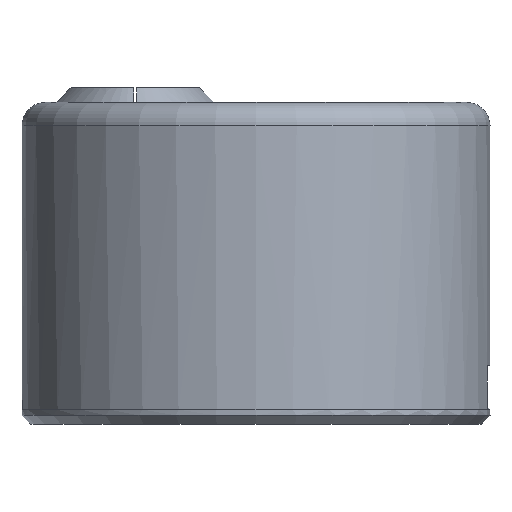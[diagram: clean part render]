
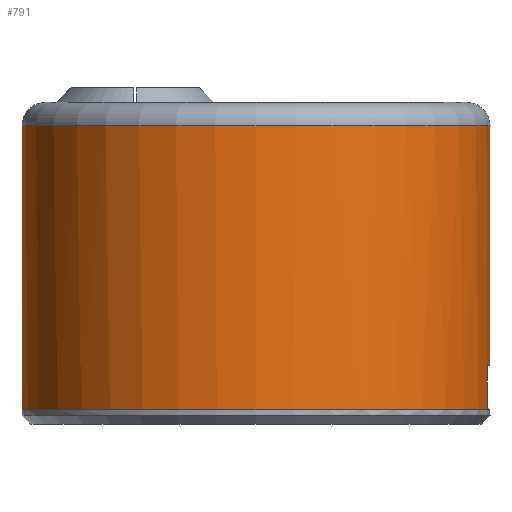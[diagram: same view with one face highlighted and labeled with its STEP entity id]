
A CAD part, left-side view. The second image highlights one B-rep face of the part: STEP entity #791.
In plain terms, the highlighted cylindrical face has radius 16 mm (diameter 32 mm), a full revolution.
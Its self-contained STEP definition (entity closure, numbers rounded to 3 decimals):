
#143=FACE_OUTER_BOUND('',#208,.T.);
#208=EDGE_LOOP('',(#670,#671,#672,#673,#674,#675,#676,#677));
#257=LINE('',#1567,#294);
#259=LINE('',#1572,#296);
#261=LINE('',#1587,#298);
#294=VECTOR('',#1082,10.);
#296=VECTOR('',#1086,10.);
#298=VECTOR('',#1108,16.);
#340=CIRCLE('',#893,16.);
#341=CIRCLE('',#895,16.);
#342=CIRCLE('',#896,16.);
#345=CIRCLE('',#900,16.);
#401=VERTEX_POINT('',#1563);
#402=VERTEX_POINT('',#1565);
#403=VERTEX_POINT('',#1569);
#404=VERTEX_POINT('',#1571);
#405=VERTEX_POINT('',#1577);
#407=VERTEX_POINT('',#1583);
#491=EDGE_CURVE('',#401,#402,#257,.T.);
#493=EDGE_CURVE('',#404,#403,#259,.T.);
#495=EDGE_CURVE('',#402,#404,#340,.T.);
#496=EDGE_CURVE('',#401,#405,#341,.T.);
#497=EDGE_CURVE('',#405,#403,#342,.T.);
#500=EDGE_CURVE('',#407,#407,#345,.T.);
#501=EDGE_CURVE('',#407,#405,#261,.T.);
#670=ORIENTED_EDGE('',*,*,#500,.F.);
#671=ORIENTED_EDGE('',*,*,#501,.T.);
#672=ORIENTED_EDGE('',*,*,#496,.F.);
#673=ORIENTED_EDGE('',*,*,#491,.T.);
#674=ORIENTED_EDGE('',*,*,#495,.T.);
#675=ORIENTED_EDGE('',*,*,#493,.T.);
#676=ORIENTED_EDGE('',*,*,#497,.F.);
#677=ORIENTED_EDGE('',*,*,#501,.F.);
#742=CYLINDRICAL_SURFACE('',#901,16.);
#791=ADVANCED_FACE('',(#143),#742,.T.);
#893=AXIS2_PLACEMENT_3D('',#1575,#1090,#1091);
#895=AXIS2_PLACEMENT_3D('',#1578,#1094,#1095);
#896=AXIS2_PLACEMENT_3D('',#1579,#1096,#1097);
#900=AXIS2_PLACEMENT_3D('',#1585,#1104,#1105);
#901=AXIS2_PLACEMENT_3D('',#1586,#1106,#1107);
#1082=DIRECTION('',(0.,0.,1.));
#1086=DIRECTION('',(0.,0.,-1.));
#1090=DIRECTION('center_axis',(0.,0.,1.));
#1091=DIRECTION('ref_axis',(1.,0.,0.));
#1094=DIRECTION('center_axis',(0.,0.,-1.));
#1095=DIRECTION('ref_axis',(1.,0.,0.));
#1096=DIRECTION('center_axis',(0.,0.,-1.));
#1097=DIRECTION('ref_axis',(1.,0.,0.));
#1104=DIRECTION('center_axis',(0.,0.,1.));
#1105=DIRECTION('ref_axis',(1.,0.,0.));
#1106=DIRECTION('center_axis',(0.,0.,1.));
#1107=DIRECTION('ref_axis',(1.,0.,0.));
#1108=DIRECTION('',(0.,0.,-1.));
#1563=CARTESIAN_POINT('',(-2.5,-15.803,-10.));
#1565=CARTESIAN_POINT('',(-2.5,-15.803,-7.));
#1567=CARTESIAN_POINT('',(-2.5,-15.803,0.));
#1569=CARTESIAN_POINT('',(2.5,-15.803,-10.));
#1571=CARTESIAN_POINT('',(2.5,-15.803,-7.));
#1572=CARTESIAN_POINT('',(2.5,-15.803,0.));
#1575=CARTESIAN_POINT('Origin',(0.,0.,-7.));
#1577=CARTESIAN_POINT('',(-16.,0.,-10.));
#1578=CARTESIAN_POINT('Origin',(0.,0.,-10.));
#1579=CARTESIAN_POINT('Origin',(0.,0.,-10.));
#1583=CARTESIAN_POINT('',(-16.,0.,9.4));
#1585=CARTESIAN_POINT('Origin',(0.,0.,9.4));
#1586=CARTESIAN_POINT('Origin',(0.,0.,0.));
#1587=CARTESIAN_POINT('',(-16.,0.,0.));
